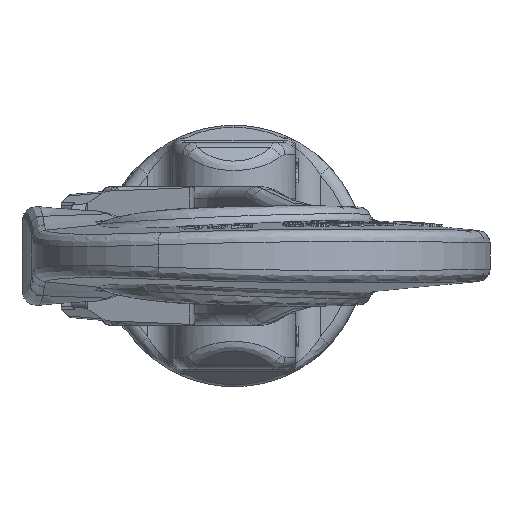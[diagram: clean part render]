
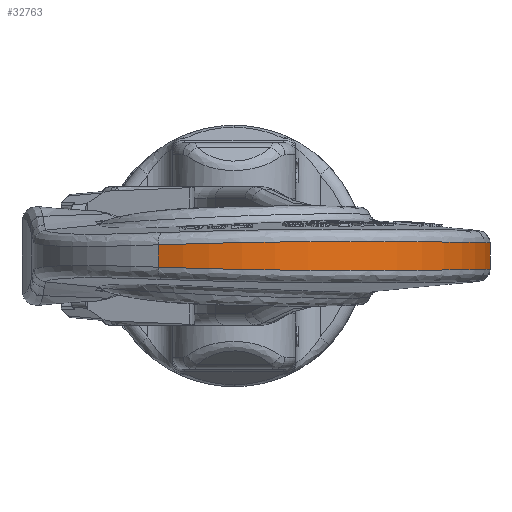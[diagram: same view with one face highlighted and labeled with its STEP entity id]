
A CAD part, left-side view. The second image highlights one B-rep face of the part: STEP entity #32763.
In plain terms, the highlighted cylindrical face has radius 49 mm (diameter 98 mm), a partial arc.
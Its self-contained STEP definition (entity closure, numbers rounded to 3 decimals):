
#18976=DIRECTION('',(0.,0.,1.));
#18977=VECTOR('',#18976,4.523);
#18978=CARTESIAN_POINT('',(-15.375,45.424,
-2.262));
#18979=LINE('',#18978,#18977);
#18980=CARTESIAN_POINT('',(-15.375,45.424,
2.262));
#19023=CARTESIAN_POINT('',(-15.375,45.424,
-2.262));
#19052=DIRECTION('',(0.,0.,1.));
#19053=VECTOR('',#19052,5.582);
#19054=CARTESIAN_POINT('',(31.603,-39.785,
-2.791));
#19055=LINE('',#19054,#19053);
#19056=CARTESIAN_POINT('',(31.603,-39.785,
2.791));
#19057=CARTESIAN_POINT('',(32.163,-39.383,
2.783));
#19058=CARTESIAN_POINT('',(33.286,-38.538,
2.768));
#19059=CARTESIAN_POINT('',(34.891,-37.224,
2.749));
#19060=CARTESIAN_POINT('',(36.671,-35.628,
2.731));
#19061=CARTESIAN_POINT('',(38.532,-33.779,
2.715));
#19062=CARTESIAN_POINT('',(40.506,-31.584,
2.699));
#19063=CARTESIAN_POINT('',(42.565,-28.978,
2.685));
#19064=CARTESIAN_POINT('',(44.645,-25.917,
2.676));
#19065=CARTESIAN_POINT('',(45.966,-23.597,
2.675));
#19066=CARTESIAN_POINT('',(46.6,-22.362,
2.676));
#19068=CARTESIAN_POINT('',(46.6,-22.362,
2.676));
#19069=CARTESIAN_POINT('',(47.27,-21.056,2.67));
#19070=CARTESIAN_POINT('',(48.491,-18.385,
2.659));
#19071=CARTESIAN_POINT('',(49.957,-14.231,
2.65));
#19072=CARTESIAN_POINT('',(51.044,-9.961,
2.649));
#19073=CARTESIAN_POINT('',(51.744,-5.611,
2.653));
#19074=CARTESIAN_POINT('',(52.051,-1.216,
2.663));
#19075=CARTESIAN_POINT('',(51.962,3.189,2.678));
#19076=CARTESIAN_POINT('',(51.479,7.568,2.698));
#19077=CARTESIAN_POINT('',(50.604,11.886,2.72));
#19078=CARTESIAN_POINT('',(49.346,16.109,2.746));
#19079=CARTESIAN_POINT('',(47.714,20.201,2.773));
#19080=CARTESIAN_POINT('',(45.722,24.131,2.8));
#19081=CARTESIAN_POINT('',(43.385,27.866,2.828));
#19082=CARTESIAN_POINT('',(40.723,31.376,2.854));
#19083=CARTESIAN_POINT('',(37.756,34.634,2.878));
#19084=CARTESIAN_POINT('',(34.509,37.612,2.899));
#19085=CARTESIAN_POINT('',(31.009,40.286,2.915));
#19086=CARTESIAN_POINT('',(27.283,42.636,2.924));
#19087=CARTESIAN_POINT('',(23.361,44.642,2.925));
#19088=CARTESIAN_POINT('',(19.276,46.288,2.916));
#19089=CARTESIAN_POINT('',(15.06,47.561,2.895));
#19090=CARTESIAN_POINT('',(10.748,48.45,2.86));
#19091=CARTESIAN_POINT('',(6.373,48.95,2.808));
#19092=CARTESIAN_POINT('',(1.975,49.055,2.737));
#19093=CARTESIAN_POINT('',(-2.423,48.765,
2.643));
#19094=CARTESIAN_POINT('',(-6.752,48.087,
2.528));
#19095=CARTESIAN_POINT('',(-11.096,47.001,
2.398));
#19096=CARTESIAN_POINT('',(-13.958,45.997,
2.307));
#19097=CARTESIAN_POINT('',(-15.375,45.424,
2.262));
#19099=CARTESIAN_POINT('',(46.6,-22.362,
-2.676));
#19100=CARTESIAN_POINT('',(47.27,-21.056,-2.67));
#19101=CARTESIAN_POINT('',(48.491,-18.385,
-2.659));
#19102=CARTESIAN_POINT('',(49.957,-14.231,
-2.65));
#19103=CARTESIAN_POINT('',(51.044,-9.961,
-2.649));
#19104=CARTESIAN_POINT('',(51.744,-5.611,
-2.653));
#19105=CARTESIAN_POINT('',(52.051,-1.216,
-2.663));
#19106=CARTESIAN_POINT('',(51.962,3.189,
-2.678));
#19107=CARTESIAN_POINT('',(51.479,7.568,
-2.698));
#19108=CARTESIAN_POINT('',(50.604,11.886,
-2.72));
#19109=CARTESIAN_POINT('',(49.346,16.109,
-2.746));
#19110=CARTESIAN_POINT('',(47.714,20.201,
-2.773));
#19111=CARTESIAN_POINT('',(45.722,24.131,
-2.8));
#19112=CARTESIAN_POINT('',(43.385,27.866,
-2.828));
#19113=CARTESIAN_POINT('',(40.723,31.376,
-2.854));
#19114=CARTESIAN_POINT('',(37.756,34.634,
-2.878));
#19115=CARTESIAN_POINT('',(34.509,37.612,
-2.899));
#19116=CARTESIAN_POINT('',(31.009,40.286,
-2.915));
#19117=CARTESIAN_POINT('',(27.283,42.636,
-2.924));
#19118=CARTESIAN_POINT('',(23.361,44.642,
-2.925));
#19119=CARTESIAN_POINT('',(19.276,46.288,
-2.916));
#19120=CARTESIAN_POINT('',(15.06,47.561,
-2.895));
#19121=CARTESIAN_POINT('',(10.748,48.45,
-2.86));
#19122=CARTESIAN_POINT('',(6.373,48.95,
-2.808));
#19123=CARTESIAN_POINT('',(1.975,49.055,
-2.737));
#19124=CARTESIAN_POINT('',(-2.423,48.765,
-2.643));
#19125=CARTESIAN_POINT('',(-6.752,48.087,
-2.528));
#19126=CARTESIAN_POINT('',(-11.096,47.001,
-2.398));
#19127=CARTESIAN_POINT('',(-13.958,45.997,
-2.307));
#19128=CARTESIAN_POINT('',(-15.375,45.424,
-2.262));
#19130=CARTESIAN_POINT('',(31.603,-39.785,
-2.791));
#19131=CARTESIAN_POINT('',(32.163,-39.383,
-2.783));
#19132=CARTESIAN_POINT('',(33.286,-38.538,
-2.768));
#19133=CARTESIAN_POINT('',(34.891,-37.224,
-2.749));
#19134=CARTESIAN_POINT('',(36.671,-35.628,
-2.731));
#19135=CARTESIAN_POINT('',(38.532,-33.779,
-2.715));
#19136=CARTESIAN_POINT('',(40.506,-31.584,
-2.699));
#19137=CARTESIAN_POINT('',(42.565,-28.978,
-2.685));
#19138=CARTESIAN_POINT('',(44.645,-25.917,
-2.676));
#19139=CARTESIAN_POINT('',(45.966,-23.597,
-2.675));
#19140=CARTESIAN_POINT('',(46.6,-22.362,
-2.676));
#31700=VERTEX_POINT('',#19023);
#31702=VERTEX_POINT('',#19099);
#31705=VERTEX_POINT('',#19130);
#31880=VERTEX_POINT('',#18980);
#31882=VERTEX_POINT('',#19068);
#31885=VERTEX_POINT('',#19056);
#32745=CARTESIAN_POINT('',(3.,0.,0.));
#32746=DIRECTION('',(0.,0.,1.));
#32747=DIRECTION('',(1.,0.,0.));
#32748=AXIS2_PLACEMENT_3D('',#32745,#32746,#32747);
#32749=CYLINDRICAL_SURFACE('',#32748,49.);
#32751=ORIENTED_EDGE('',*,*,#32750,.T.);
#32753=ORIENTED_EDGE('',*,*,#32752,.T.);
#32755=ORIENTED_EDGE('',*,*,#32754,.T.);
#32756=ORIENTED_EDGE('',*,*,#32731,.F.);
#32758=ORIENTED_EDGE('',*,*,#32757,.F.);
#32760=ORIENTED_EDGE('',*,*,#32759,.F.);
#32761=EDGE_LOOP('',(#32751,#32753,#32755,#32756,#32758,#32760));
#32762=FACE_OUTER_BOUND('',#32761,.F.);
#32763=ADVANCED_FACE('',(#32762),#32749,.T.);
#19067=B_SPLINE_CURVE_WITH_KNOTS('',3,(#19056,#19057,#19058,#19059,#19060,
#19061,#19062,#19063,#19064,#19065,#19066),.UNSPECIFIED.,.F.,.F.,(4,1,1,1,1,1,1,
1,4),(0.,0.125,0.25,0.375,0.5,0.625,0.75,0.875,1.),
.UNSPECIFIED.);
#19098=B_SPLINE_CURVE_WITH_KNOTS('',3,(#19068,#19069,#19070,#19071,#19072,
#19073,#19074,#19075,#19076,#19077,#19078,#19079,#19080,#19081,#19082,#19083,
#19084,#19085,#19086,#19087,#19088,#19089,#19090,#19091,#19092,#19093,#19094,
#19095,#19096,#19097),.UNSPECIFIED.,.F.,.F.,(4,1,1,1,1,1,1,1,1,1,1,1,1,1,1,1,1,
1,1,1,1,1,1,1,1,1,1,4),(0.,0.037,0.074,
0.111,0.148,0.185,0.222,
0.259,0.296,0.333,0.37,
0.407,0.444,0.481,0.519,
0.556,0.593,0.63,0.667,
0.704,0.741,0.778,0.815,
0.852,0.889,0.926,0.963,1.),
.UNSPECIFIED.);
#19129=B_SPLINE_CURVE_WITH_KNOTS('',3,(#19099,#19100,#19101,#19102,#19103,
#19104,#19105,#19106,#19107,#19108,#19109,#19110,#19111,#19112,#19113,#19114,
#19115,#19116,#19117,#19118,#19119,#19120,#19121,#19122,#19123,#19124,#19125,
#19126,#19127,#19128),.UNSPECIFIED.,.F.,.F.,(4,1,1,1,1,1,1,1,1,1,1,1,1,1,1,1,1,
1,1,1,1,1,1,1,1,1,1,4),(0.,0.037,0.074,
0.111,0.148,0.185,0.222,
0.259,0.296,0.333,0.37,
0.407,0.444,0.481,0.519,
0.556,0.593,0.63,0.667,
0.704,0.741,0.778,0.815,
0.852,0.889,0.926,0.963,1.),
.UNSPECIFIED.);
#19141=B_SPLINE_CURVE_WITH_KNOTS('',3,(#19130,#19131,#19132,#19133,#19134,
#19135,#19136,#19137,#19138,#19139,#19140),.UNSPECIFIED.,.F.,.F.,(4,1,1,1,1,1,1,
1,4),(0.,0.125,0.25,0.375,0.5,0.625,0.75,0.875,1.),
.UNSPECIFIED.);
#32731=EDGE_CURVE('',#31700,#31880,#18979,.T.);
#32750=EDGE_CURVE('',#31705,#31885,#19055,.T.);
#32752=EDGE_CURVE('',#31885,#31882,#19067,.T.);
#32754=EDGE_CURVE('',#31882,#31880,#19098,.T.);
#32757=EDGE_CURVE('',#31702,#31700,#19129,.T.);
#32759=EDGE_CURVE('',#31705,#31702,#19141,.T.);
